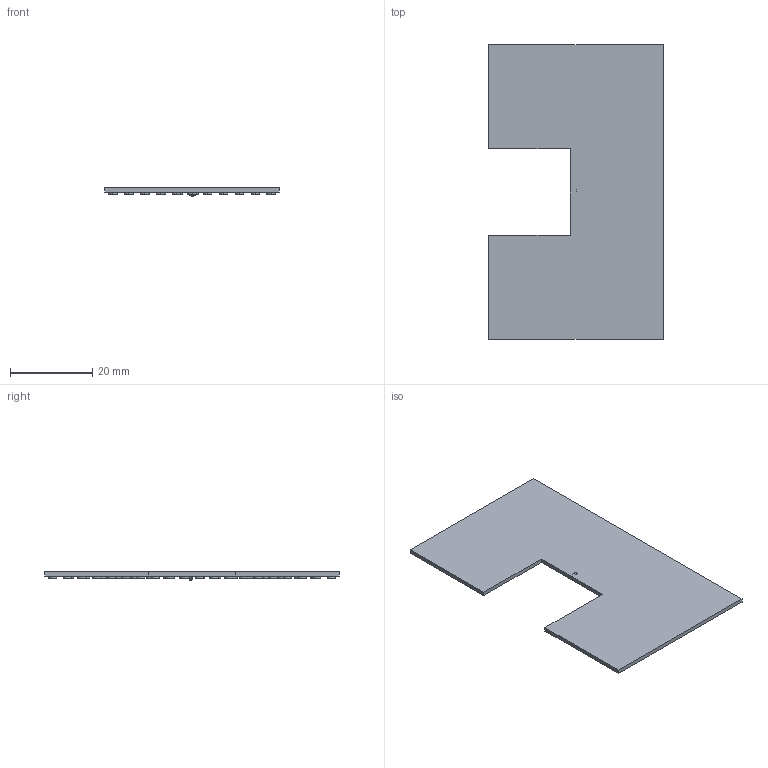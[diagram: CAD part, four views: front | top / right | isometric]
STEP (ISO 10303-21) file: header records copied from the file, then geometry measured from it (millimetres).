
FILE_DESCRIPTION(('TFLEX Exchange Step'),'2;1');
FILE_NAME(' зад уклон.stp', '2022-03-31T12:13:41+03:00',('ilya'),('Unknown organisation'),'TFLEX Exchange 2022.0','T-FLEX CAD','Unknown authorisation');
FILE_SCHEMA( ('AUTOMOTIVE_DESIGN { 1 0 10303 214 1 1 1 1 }') );
Length unit declared in the file: millimetre
Products named in the file (2): норм заклепка; Декор зад уклон
Assembly tree (66 placements, depth 2):
  Декор зад уклон
    норм заклепка  x66
Bounding box: 42.33 x 71.5 x 2 mm (x, y, z)
Volume: 2757.5 mm3; surface area: 6169.9 mm2
Topology: 68 solids, 68 shells, 546 faces, 1096 edges, 686 vertices
Faces by surface type: torus 268, plane 144, cylinder 134
Entity records: 1521 total; most frequent: DIRECTION 224, CARTESIAN_POINT 151, PRODUCT_DEFINITION_SHAPE 133, AXIS2_PLACEMENT_3D 99, ORIENTED_EDGE 80, PRODUCT 67, PRODUCT_RELATED_PRODUCT_CATEGORY 67, PRODUCT_DEFINITION_FORMATION_WITH_SPECIFIED_SOURCE 67
